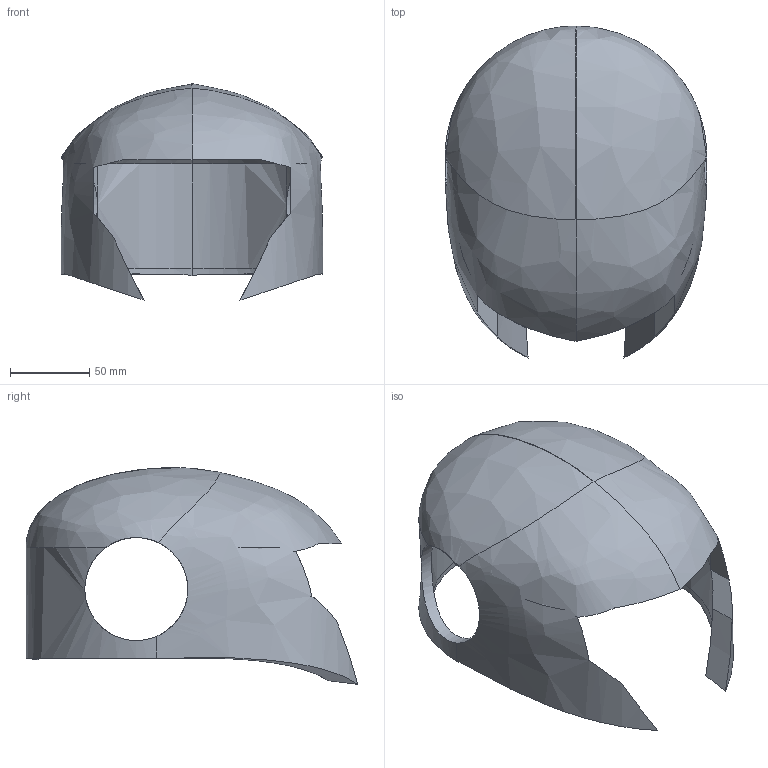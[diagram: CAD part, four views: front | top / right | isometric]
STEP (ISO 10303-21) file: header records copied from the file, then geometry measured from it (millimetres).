
FILE_DESCRIPTION(/* description */ (''),/* implementation_level */ '2;1');
FILE_NAME(/* name */ 'Facade (Helmet)',/* time_stamp */ '2018-09-01T17:15:27+02:00',/* author */ (''),/* organization */ (''),/* preprocessor_version */ 'ST-DEVELOPER v16.5',/* originating_system */ '',/* authorisation */ '');
FILE_SCHEMA (('AUTOMOTIVE_DESIGN'));
Length unit declared in the file: millimetre
Products named in the file (1): Document
Bounding box: 165.04 x 209.33 x 136.65 mm (x, y, z)
Volume: 444222.6 mm3; surface area: 127615.4 mm2
Topology: 1 solids, 1 shells, 51 faces, 141 edges, 76 vertices
Faces by surface type: bspline 51
Entity records: 7512 total; most frequent: CARTESIAN_POINT 5872, B_SPLINE_CURVE_WITH_KNOTS 335, ORIENTED_EDGE 258, PCURVE 258, DEFINITIONAL_REPRESENTATION 258, SURFACE_CURVE 129, EDGE_CURVE 129, VERTEX_POINT 76
